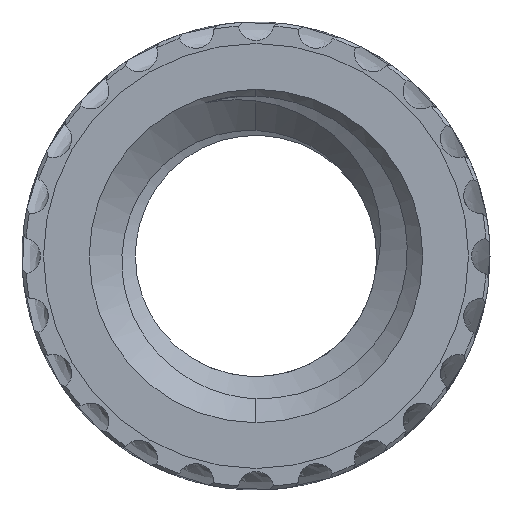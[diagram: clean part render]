
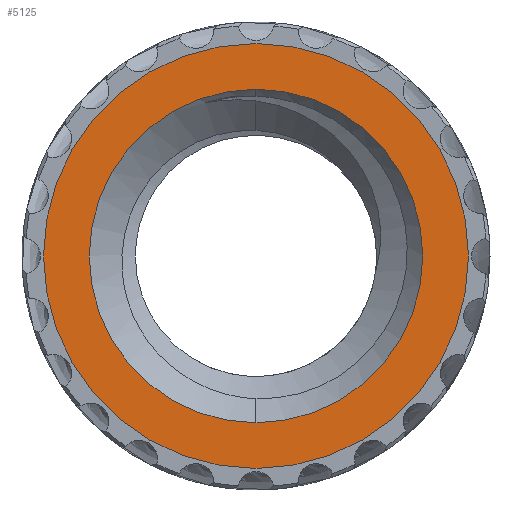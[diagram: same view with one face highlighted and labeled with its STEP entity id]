
A CAD part, front view. The second image highlights one B-rep face of the part: STEP entity #5125.
In plain terms, the highlighted planar face has unit normal (0, -1, 0).
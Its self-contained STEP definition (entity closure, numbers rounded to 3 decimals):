
#271 = FACE_BOUND ( 'NONE', #3415, .T. ) ;
#669 = CARTESIAN_POINT ( 'NONE',  ( 0., 0., 0. ) ) ;
#1906 = CARTESIAN_POINT ( 'NONE',  ( 0., 0., 3.1 ) ) ;
#2129 = CIRCLE ( 'NONE', #3990, 3.95 ) ;
#2283 = CARTESIAN_POINT ( 'NONE',  ( 0., 0., 0. ) ) ;
#2339 = DIRECTION ( 'NONE',  ( 0., -1., 0. ) ) ;
#3238 = CARTESIAN_POINT ( 'NONE',  ( 0., 0., -3.1 ) ) ;
#3316 = CIRCLE ( 'NONE', #9127, 3.95 ) ;
#3415 = EDGE_LOOP ( 'NONE', ( #14811, #6316 ) ) ;
#3781 = DIRECTION ( 'NONE',  ( 0., -1., 0. ) ) ;
#3990 = AXIS2_PLACEMENT_3D ( 'NONE', #8234, #3781, #6701 ) ;
#4769 = FACE_OUTER_BOUND ( 'NONE', #9980, .T. ) ;
#4881 = DIRECTION ( 'NONE',  ( 0., 0., -1. ) ) ;
#5079 = EDGE_CURVE ( 'NONE', #10806, #11345, #3316, .T. ) ;
#5125 = ADVANCED_FACE ( 'NONE', ( #271, #4769 ), #12888, .T. ) ;
#5940 = DIRECTION ( 'NONE',  ( 0., -1., 0. ) ) ;
#6316 = ORIENTED_EDGE ( 'NONE', *, *, #13719, .F. ) ;
#6701 = DIRECTION ( 'NONE',  ( 0., 0., -1. ) ) ;
#6846 = CARTESIAN_POINT ( 'NONE',  ( 0., 0., -3.95 ) ) ;
#6925 = DIRECTION ( 'NONE',  ( 0., 0., -1. ) ) ;
#6979 = CIRCLE ( 'NONE', #14911, 3.1 ) ;
#6989 = CARTESIAN_POINT ( 'NONE',  ( 3.95, 0., 0. ) ) ;
#8234 = CARTESIAN_POINT ( 'NONE',  ( 0., 0., 0. ) ) ;
#9127 = AXIS2_PLACEMENT_3D ( 'NONE', #9417, #10574, #12933 ) ;
#9417 = CARTESIAN_POINT ( 'NONE',  ( 0., 0., 0. ) ) ;
#9574 = ORIENTED_EDGE ( 'NONE', *, *, #11695, .T. ) ;
#9794 = DIRECTION ( 'NONE',  ( 0., 0., -1. ) ) ;
#9980 = EDGE_LOOP ( 'NONE', ( #9574, #10722 ) ) ;
#10084 = CARTESIAN_POINT ( 'NONE',  ( 0., 0., 3.95 ) ) ;
#10254 = CIRCLE ( 'NONE', #13456, 3.1 ) ;
#10574 = DIRECTION ( 'NONE',  ( 0., -1., 0. ) ) ;
#10722 = ORIENTED_EDGE ( 'NONE', *, *, #5079, .T. ) ;
#10806 = VERTEX_POINT ( 'NONE', #10084 ) ;
#11345 = VERTEX_POINT ( 'NONE', #6846 ) ;
#11695 = EDGE_CURVE ( 'NONE', #11345, #10806, #2129, .T. ) ;
#12125 = EDGE_CURVE ( 'NONE', #14075, #12703, #10254, .T. ) ;
#12703 = VERTEX_POINT ( 'NONE', #1906 ) ;
#12888 = PLANE ( 'NONE',  #14278 ) ;
#12933 = DIRECTION ( 'NONE',  ( 0., 0., -1. ) ) ;
#13456 = AXIS2_PLACEMENT_3D ( 'NONE', #669, #14434, #9794 ) ;
#13719 = EDGE_CURVE ( 'NONE', #12703, #14075, #6979, .T. ) ;
#14075 = VERTEX_POINT ( 'NONE', #3238 ) ;
#14278 = AXIS2_PLACEMENT_3D ( 'NONE', #6989, #5940, #4881 ) ;
#14434 = DIRECTION ( 'NONE',  ( 0., -1., 0. ) ) ;
#14811 = ORIENTED_EDGE ( 'NONE', *, *, #12125, .F. ) ;
#14911 = AXIS2_PLACEMENT_3D ( 'NONE', #2283, #2339, #6925 ) ;
